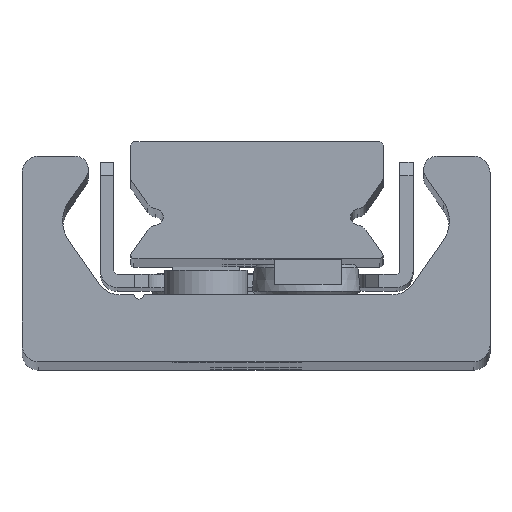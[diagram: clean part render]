
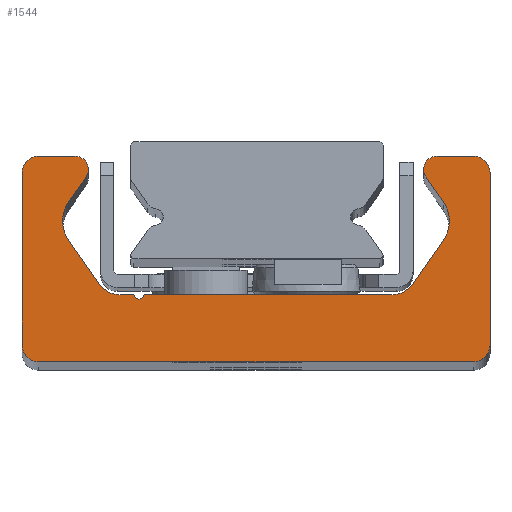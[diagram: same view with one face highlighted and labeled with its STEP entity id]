
A CAD part, top view. The second image highlights one B-rep face of the part: STEP entity #1544.
In plain terms, the highlighted planar face has unit normal (0, 0, 1).
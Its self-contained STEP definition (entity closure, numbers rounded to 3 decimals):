
#668=CARTESIAN_POINT('',(7.0,0.0,290.0));
#669=VERTEX_POINT('',#668);
#670=CARTESIAN_POINT('',(6.,1.0,290.0));
#671=VERTEX_POINT('',#670);
#672=CARTESIAN_POINT('',(7.0,1.0,290.0));
#673=DIRECTION('',(0.0,0.0,-1.0));
#674=DIRECTION('',(-1.0,0.0,0.0));
#675=AXIS2_PLACEMENT_3D('',#672,#673,#674);
#676=CIRCLE('',#675,1.0);
#677=EDGE_CURVE('',#669,#671,#676,.T.);
#710=CARTESIAN_POINT('',(6.,11.3,290.0));
#711=VERTEX_POINT('',#710);
#712=CARTESIAN_POINT('',(6.,1.0,290.0));
#713=DIRECTION('',(0.0,1.0,0.0));
#714=VECTOR('',#713,10.3);
#715=LINE('',#712,#714);
#716=EDGE_CURVE('',#671,#711,#715,.T.);
#741=CARTESIAN_POINT('',(7.0,12.3,290.0));
#742=VERTEX_POINT('',#741);
#743=CARTESIAN_POINT('',(7.0,11.3,290.0));
#744=DIRECTION('',(0.0,0.0,-1.0));
#745=DIRECTION('',(0.0,1.0,0.0));
#746=AXIS2_PLACEMENT_3D('',#743,#744,#745);
#747=CIRCLE('',#746,1.);
#748=EDGE_CURVE('',#711,#742,#747,.T.);
#774=CARTESIAN_POINT('',(9.17,12.3,290.0));
#775=VERTEX_POINT('',#774);
#776=CARTESIAN_POINT('',(7.0,12.3,290.0));
#777=DIRECTION('',(1.0,0.0,0.0));
#778=VECTOR('',#777,2.17);
#779=LINE('',#776,#778);
#780=EDGE_CURVE('',#742,#775,#779,.T.);
#805=CARTESIAN_POINT('',(9.826,11.041,290.0));
#806=VERTEX_POINT('',#805);
#807=CARTESIAN_POINT('',(9.17,11.5,290.0));
#808=DIRECTION('',(0.0,0.0,-1.0));
#809=DIRECTION('',(0.819,-0.574,0.0));
#810=AXIS2_PLACEMENT_3D('',#807,#808,#809);
#811=CIRCLE('',#810,0.8);
#812=EDGE_CURVE('',#775,#806,#811,.T.);
#838=CARTESIAN_POINT('',(8.794,9.567,290.0));
#839=VERTEX_POINT('',#838);
#840=CARTESIAN_POINT('',(9.826,11.041,290.0));
#841=DIRECTION('',(-0.574,-0.819,0.0));
#842=VECTOR('',#841,1.799);
#843=LINE('',#840,#842);
#844=EDGE_CURVE('',#806,#839,#843,.T.);
#869=CARTESIAN_POINT('',(8.794,7.273,290.0));
#870=VERTEX_POINT('',#869);
#871=CARTESIAN_POINT('',(10.432,8.42,290.0));
#872=DIRECTION('',(0.0,0.0,1.0));
#873=DIRECTION('',(0.819,-0.574,0.0));
#874=AXIS2_PLACEMENT_3D('',#871,#872,#873);
#875=CIRCLE('',#874,2.0);
#876=EDGE_CURVE('',#839,#870,#875,.T.);
#902=CARTESIAN_POINT('',(10.637,4.64,290.0));
#903=VERTEX_POINT('',#902);
#904=CARTESIAN_POINT('',(8.794,7.273,290.0));
#905=DIRECTION('',(0.574,-0.819,0.0));
#906=VECTOR('',#905,3.215);
#907=LINE('',#904,#906);
#908=EDGE_CURVE('',#870,#903,#907,.T.);
#933=CARTESIAN_POINT('',(11.866,4.0,290.0));
#934=VERTEX_POINT('',#933);
#935=CARTESIAN_POINT('',(11.866,5.5,290.0));
#936=DIRECTION('',(0.0,0.0,1.0));
#937=DIRECTION('',(0.819,0.574,0.0));
#938=AXIS2_PLACEMENT_3D('',#935,#936,#937);
#939=CIRCLE('',#938,1.5);
#940=EDGE_CURVE('',#903,#934,#939,.T.);
#966=CARTESIAN_POINT('',(12.665,4.0,290.0));
#967=VERTEX_POINT('',#966);
#968=CARTESIAN_POINT('',(11.866,4.0,290.0));
#969=DIRECTION('',(1.0,0.0,0.0));
#970=VECTOR('',#969,0.798);
#971=LINE('',#968,#970);
#972=EDGE_CURVE('',#934,#967,#971,.T.);
#997=CARTESIAN_POINT('',(12.76,3.929,290.0));
#998=VERTEX_POINT('',#997);
#999=CARTESIAN_POINT('',(12.665,3.9,290.0));
#1000=DIRECTION('',(0.0,0.0,-1.0));
#1001=DIRECTION('',(0.958,0.286,0.0));
#1002=AXIS2_PLACEMENT_3D('',#999,#1000,#1001);
#1003=CIRCLE('',#1002,0.1);
#1004=EDGE_CURVE('',#967,#998,#1003,.T.);
#1030=CARTESIAN_POINT('',(13.24,3.929,290.0));
#1031=VERTEX_POINT('',#1030);
#1032=CARTESIAN_POINT('',(13.,4.0,290.0));
#1033=DIRECTION('',(0.0,0.0,1.));
#1034=DIRECTION('',(0.958,0.286,0.0));
#1035=AXIS2_PLACEMENT_3D('',#1032,#1033,#1034);
#1036=CIRCLE('',#1035,0.25);
#1037=EDGE_CURVE('',#998,#1031,#1036,.T.);
#1063=CARTESIAN_POINT('',(13.335,4.0,290.0));
#1064=VERTEX_POINT('',#1063);
#1065=CARTESIAN_POINT('',(13.335,3.9,290.0));
#1066=DIRECTION('',(0.0,0.0,-1.0));
#1067=DIRECTION('',(0.0,1.0,0.0));
#1068=AXIS2_PLACEMENT_3D('',#1065,#1066,#1067);
#1069=CIRCLE('',#1068,0.1);
#1070=EDGE_CURVE('',#1031,#1064,#1069,.T.);
#1096=CARTESIAN_POINT('',(28.134,4.,290.0));
#1097=VERTEX_POINT('',#1096);
#1098=CARTESIAN_POINT('',(13.335,4.0,290.0));
#1099=DIRECTION('',(1.0,0.0,0.0));
#1100=VECTOR('',#1099,14.798);
#1101=LINE('',#1098,#1100);
#1102=EDGE_CURVE('',#1064,#1097,#1101,.T.);
#1151=CARTESIAN_POINT('',(29.363,4.64,290.0));
#1152=VERTEX_POINT('',#1151);
#1153=CARTESIAN_POINT('',(28.134,5.5,290.0));
#1154=DIRECTION('',(0.0,0.0,1.0));
#1155=DIRECTION('',(0.0,1.0,0.0));
#1156=AXIS2_PLACEMENT_3D('',#1153,#1154,#1155);
#1157=CIRCLE('',#1156,1.5);
#1158=EDGE_CURVE('',#1097,#1152,#1157,.T.);
#1184=CARTESIAN_POINT('',(31.206,7.273,290.0));
#1185=VERTEX_POINT('',#1184);
#1186=CARTESIAN_POINT('',(29.363,4.64,290.0));
#1187=DIRECTION('',(0.574,0.819,0.0));
#1188=VECTOR('',#1187,3.215);
#1189=LINE('',#1186,#1188);
#1190=EDGE_CURVE('',#1152,#1185,#1189,.T.);
#1215=CARTESIAN_POINT('',(31.206,9.567,290.0));
#1216=VERTEX_POINT('',#1215);
#1217=CARTESIAN_POINT('',(29.568,8.42,290.0));
#1218=DIRECTION('',(0.0,0.0,1.));
#1219=DIRECTION('',(-0.819,0.574,0.0));
#1220=AXIS2_PLACEMENT_3D('',#1217,#1218,#1219);
#1221=CIRCLE('',#1220,2.0);
#1222=EDGE_CURVE('',#1185,#1216,#1221,.T.);
#1248=CARTESIAN_POINT('',(30.174,11.041,290.0));
#1249=VERTEX_POINT('',#1248);
#1250=CARTESIAN_POINT('',(31.206,9.567,290.0));
#1251=DIRECTION('',(-0.574,0.819,0.0));
#1252=VECTOR('',#1251,1.799);
#1253=LINE('',#1250,#1252);
#1254=EDGE_CURVE('',#1216,#1249,#1253,.T.);
#1279=CARTESIAN_POINT('',(30.83,12.3,290.0));
#1280=VERTEX_POINT('',#1279);
#1281=CARTESIAN_POINT('',(30.83,11.5,290.0));
#1282=DIRECTION('',(0.0,0.0,-1.0));
#1283=DIRECTION('',(0.0,1.0,0.0));
#1284=AXIS2_PLACEMENT_3D('',#1281,#1282,#1283);
#1285=CIRCLE('',#1284,0.8);
#1286=EDGE_CURVE('',#1249,#1280,#1285,.T.);
#1312=CARTESIAN_POINT('',(33.0,12.3,290.0));
#1313=VERTEX_POINT('',#1312);
#1314=CARTESIAN_POINT('',(30.83,12.3,290.0));
#1315=DIRECTION('',(1.0,0.0,0.0));
#1316=VECTOR('',#1315,2.17);
#1317=LINE('',#1314,#1316);
#1318=EDGE_CURVE('',#1280,#1313,#1317,.T.);
#1343=CARTESIAN_POINT('',(34.0,11.3,290.0));
#1344=VERTEX_POINT('',#1343);
#1345=CARTESIAN_POINT('',(33.0,11.3,290.0));
#1346=DIRECTION('',(0.0,0.0,-1.0));
#1347=DIRECTION('',(1.0,0.0,0.0));
#1348=AXIS2_PLACEMENT_3D('',#1345,#1346,#1347);
#1349=CIRCLE('',#1348,1.);
#1350=EDGE_CURVE('',#1313,#1344,#1349,.T.);
#1376=CARTESIAN_POINT('',(34.0,1.0,290.0));
#1377=VERTEX_POINT('',#1376);
#1378=CARTESIAN_POINT('',(34.0,11.3,290.0));
#1379=DIRECTION('',(0.0,-1.0,0.0));
#1380=VECTOR('',#1379,10.3);
#1381=LINE('',#1378,#1380);
#1382=EDGE_CURVE('',#1344,#1377,#1381,.T.);
#1407=CARTESIAN_POINT('',(33.0,0.0,290.0));
#1408=VERTEX_POINT('',#1407);
#1409=CARTESIAN_POINT('',(33.0,1.0,290.0));
#1410=DIRECTION('',(0.0,0.0,-1.0));
#1411=DIRECTION('',(0.0,-1.0,0.0));
#1412=AXIS2_PLACEMENT_3D('',#1409,#1410,#1411);
#1413=CIRCLE('',#1412,1.0);
#1414=EDGE_CURVE('',#1377,#1408,#1413,.T.);
#1440=CARTESIAN_POINT('',(33.0,0.0,290.0));
#1441=DIRECTION('',(-1.0,0.0,0.0));
#1442=VECTOR('',#1441,26.0);
#1443=LINE('',#1440,#1442);
#1444=EDGE_CURVE('',#1408,#669,#1443,.T.);
#1513=CARTESIAN_POINT('',(19.983,4.783,290.0));
#1514=DIRECTION('',(0.0,0.0,1.0));
#1515=DIRECTION('',(1.0,0.0,0.0));
#1516=AXIS2_PLACEMENT_3D('',#1513,#1514,#1515);
#1517=PLANE('',#1516);
#1518=ORIENTED_EDGE('',*,*,#677,.F.);
#1519=ORIENTED_EDGE('',*,*,#1444,.F.);
#1520=ORIENTED_EDGE('',*,*,#1414,.F.);
#1521=ORIENTED_EDGE('',*,*,#1382,.F.);
#1522=ORIENTED_EDGE('',*,*,#1350,.F.);
#1523=ORIENTED_EDGE('',*,*,#1318,.F.);
#1524=ORIENTED_EDGE('',*,*,#1286,.F.);
#1525=ORIENTED_EDGE('',*,*,#1254,.F.);
#1526=ORIENTED_EDGE('',*,*,#1222,.F.);
#1527=ORIENTED_EDGE('',*,*,#1190,.F.);
#1528=ORIENTED_EDGE('',*,*,#1158,.F.);
#1529=ORIENTED_EDGE('',*,*,#1102,.F.);
#1530=ORIENTED_EDGE('',*,*,#1070,.F.);
#1531=ORIENTED_EDGE('',*,*,#1037,.F.);
#1532=ORIENTED_EDGE('',*,*,#1004,.F.);
#1533=ORIENTED_EDGE('',*,*,#972,.F.);
#1534=ORIENTED_EDGE('',*,*,#940,.F.);
#1535=ORIENTED_EDGE('',*,*,#908,.F.);
#1536=ORIENTED_EDGE('',*,*,#876,.F.);
#1537=ORIENTED_EDGE('',*,*,#844,.F.);
#1538=ORIENTED_EDGE('',*,*,#812,.F.);
#1539=ORIENTED_EDGE('',*,*,#780,.F.);
#1540=ORIENTED_EDGE('',*,*,#748,.F.);
#1541=ORIENTED_EDGE('',*,*,#716,.F.);
#1542=EDGE_LOOP('',(#1518,#1519,#1520,#1521,#1522,#1523,#1524,#1525,#1526,#1527,#1528,#1529,#1530,#1531,#1532,#1533,#1534,#1535,#1536,#1537,#1538,#1539,#1540,#1541));
#1543=FACE_OUTER_BOUND('',#1542,.T.);
#1544=ADVANCED_FACE('',(#1543),#1517,.T.);
